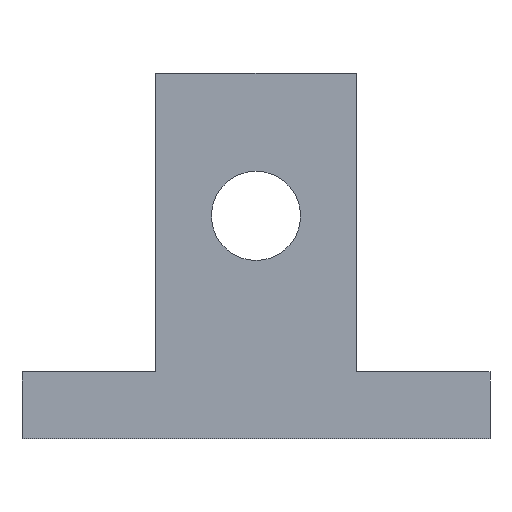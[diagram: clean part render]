
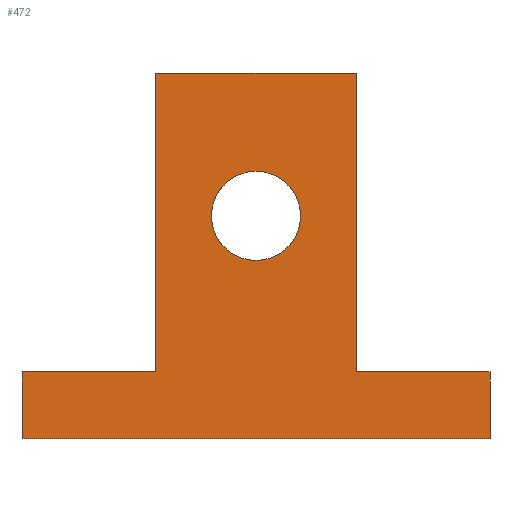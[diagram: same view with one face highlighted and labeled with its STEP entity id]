
A CAD part, front view. The second image highlights one B-rep face of the part: STEP entity #472.
In plain terms, the highlighted planar face has unit normal (0, -1, 0).
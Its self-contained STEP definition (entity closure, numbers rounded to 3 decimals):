
#24 = VERTEX_POINT('',#25);
#25 = CARTESIAN_POINT('',(-21.,-14.,0.));
#32 = PLANE('',#33);
#33 = AXIS2_PLACEMENT_3D('',#34,#35,#36);
#34 = CARTESIAN_POINT('',(-21.,0.,0.));
#35 = DIRECTION('',(0.,0.,1.));
#36 = DIRECTION('',(1.,0.,0.));
#44 = PLANE('',#45);
#45 = AXIS2_PLACEMENT_3D('',#46,#47,#48);
#46 = CARTESIAN_POINT('',(-21.,0.,0.));
#47 = DIRECTION('',(-1.,0.,0.));
#48 = DIRECTION('',(0.,0.,1.));
#56 = EDGE_CURVE('',#24,#57,#59,.T.);
#57 = VERTEX_POINT('',#58);
#58 = CARTESIAN_POINT('',(21.,-14.,0.));
#59 = SURFACE_CURVE('',#60,(#64,#71),.PCURVE_S1.);
#60 = LINE('',#61,#62);
#61 = CARTESIAN_POINT('',(-21.,-14.,0.));
#62 = VECTOR('',#63,1.);
#63 = DIRECTION('',(1.,0.,0.));
#64 = PCURVE('',#32,#65);
#65 = DEFINITIONAL_REPRESENTATION('',(#66),#70);
#66 = LINE('',#67,#68);
#67 = CARTESIAN_POINT('',(0.,-14.));
#68 = VECTOR('',#69,1.);
#69 = DIRECTION('',(1.,0.));
#70 = ( GEOMETRIC_REPRESENTATION_CONTEXT(2) 
PARAMETRIC_REPRESENTATION_CONTEXT() REPRESENTATION_CONTEXT('2D SPACE',''
  ) );
#71 = PCURVE('',#72,#77);
#72 = PLANE('',#73);
#73 = AXIS2_PLACEMENT_3D('',#74,#75,#76);
#74 = CARTESIAN_POINT('',(0.,-14.,12.101));
#75 = DIRECTION('',(0.,-1.,0.));
#76 = DIRECTION('',(0.,0.,-1.));
#77 = DEFINITIONAL_REPRESENTATION('',(#78),#82);
#78 = LINE('',#79,#80);
#79 = CARTESIAN_POINT('',(12.101,-21.));
#80 = VECTOR('',#81,1.);
#81 = DIRECTION('',(0.,1.));
#82 = ( GEOMETRIC_REPRESENTATION_CONTEXT(2) 
PARAMETRIC_REPRESENTATION_CONTEXT() REPRESENTATION_CONTEXT('2D SPACE',''
  ) );
#100 = PLANE('',#101);
#101 = AXIS2_PLACEMENT_3D('',#102,#103,#104);
#102 = CARTESIAN_POINT('',(21.,0.,6.));
#103 = DIRECTION('',(1.,0.,0.));
#104 = DIRECTION('',(0.,0.,-1.));
#210 = EDGE_CURVE('',#24,#211,#213,.T.);
#211 = VERTEX_POINT('',#212);
#212 = CARTESIAN_POINT('',(-21.,-14.,6.));
#213 = SURFACE_CURVE('',#214,(#218,#225),.PCURVE_S1.);
#214 = LINE('',#215,#216);
#215 = CARTESIAN_POINT('',(-21.,-14.,0.));
#216 = VECTOR('',#217,1.);
#217 = DIRECTION('',(0.,0.,1.));
#218 = PCURVE('',#44,#219);
#219 = DEFINITIONAL_REPRESENTATION('',(#220),#224);
#220 = LINE('',#221,#222);
#221 = CARTESIAN_POINT('',(0.,-14.));
#222 = VECTOR('',#223,1.);
#223 = DIRECTION('',(1.,0.));
#224 = ( GEOMETRIC_REPRESENTATION_CONTEXT(2) 
PARAMETRIC_REPRESENTATION_CONTEXT() REPRESENTATION_CONTEXT('2D SPACE',''
  ) );
#225 = PCURVE('',#72,#226);
#226 = DEFINITIONAL_REPRESENTATION('',(#227),#231);
#227 = LINE('',#228,#229);
#228 = CARTESIAN_POINT('',(12.101,-21.));
#229 = VECTOR('',#230,1.);
#230 = DIRECTION('',(-1.,0.));
#231 = ( GEOMETRIC_REPRESENTATION_CONTEXT(2) 
PARAMETRIC_REPRESENTATION_CONTEXT() REPRESENTATION_CONTEXT('2D SPACE',''
  ) );
#249 = PLANE('',#250);
#250 = AXIS2_PLACEMENT_3D('',#251,#252,#253);
#251 = CARTESIAN_POINT('',(-21.,0.,6.));
#252 = DIRECTION('',(0.,0.,1.));
#253 = DIRECTION('',(1.,0.,0.));
#325 = PLANE('',#326);
#326 = AXIS2_PLACEMENT_3D('',#327,#328,#329);
#327 = CARTESIAN_POINT('',(9.,0.,6.));
#328 = DIRECTION('',(0.,0.,1.));
#329 = DIRECTION('',(1.,0.,0.));
#353 = PLANE('',#354);
#354 = AXIS2_PLACEMENT_3D('',#355,#356,#357);
#355 = CARTESIAN_POINT('',(9.,0.,32.8));
#356 = DIRECTION('',(1.,0.,0.));
#357 = DIRECTION('',(0.,0.,-1.));
#381 = PLANE('',#382);
#382 = AXIS2_PLACEMENT_3D('',#383,#384,#385);
#383 = CARTESIAN_POINT('',(-9.,0.,32.8));
#384 = DIRECTION('',(0.,0.,1.));
#385 = DIRECTION('',(1.,0.,0.));
#409 = PLANE('',#410);
#410 = AXIS2_PLACEMENT_3D('',#411,#412,#413);
#411 = CARTESIAN_POINT('',(-9.,0.,6.));
#412 = DIRECTION('',(-1.,0.,0.));
#413 = DIRECTION('',(0.,0.,1.));
#462 = CYLINDRICAL_SURFACE('',#463,4.);
#463 = AXIS2_PLACEMENT_3D('',#464,#465,#466);
#464 = CARTESIAN_POINT('',(0.,0.,20.));
#465 = DIRECTION('',(0.,1.,0.));
#466 = DIRECTION('',(1.,0.,0.));
#472 = ADVANCED_FACE('',(#473,#613),#72,.T.);
#473 = FACE_BOUND('',#474,.T.);
#474 = EDGE_LOOP('',(#475,#476,#499,#522,#545,#568,#591,#612));
#475 = ORIENTED_EDGE('',*,*,#56,.T.);
#476 = ORIENTED_EDGE('',*,*,#477,.F.);
#477 = EDGE_CURVE('',#478,#57,#480,.T.);
#478 = VERTEX_POINT('',#479);
#479 = CARTESIAN_POINT('',(21.,-14.,6.));
#480 = SURFACE_CURVE('',#481,(#485,#492),.PCURVE_S1.);
#481 = LINE('',#482,#483);
#482 = CARTESIAN_POINT('',(21.,-14.,6.));
#483 = VECTOR('',#484,1.);
#484 = DIRECTION('',(0.,0.,-1.));
#485 = PCURVE('',#72,#486);
#486 = DEFINITIONAL_REPRESENTATION('',(#487),#491);
#487 = LINE('',#488,#489);
#488 = CARTESIAN_POINT('',(6.101,21.));
#489 = VECTOR('',#490,1.);
#490 = DIRECTION('',(1.,0.));
#491 = ( GEOMETRIC_REPRESENTATION_CONTEXT(2) 
PARAMETRIC_REPRESENTATION_CONTEXT() REPRESENTATION_CONTEXT('2D SPACE',''
  ) );
#492 = PCURVE('',#100,#493);
#493 = DEFINITIONAL_REPRESENTATION('',(#494),#498);
#494 = LINE('',#495,#496);
#495 = CARTESIAN_POINT('',(0.,-14.));
#496 = VECTOR('',#497,1.);
#497 = DIRECTION('',(1.,0.));
#498 = ( GEOMETRIC_REPRESENTATION_CONTEXT(2) 
PARAMETRIC_REPRESENTATION_CONTEXT() REPRESENTATION_CONTEXT('2D SPACE',''
  ) );
#499 = ORIENTED_EDGE('',*,*,#500,.F.);
#500 = EDGE_CURVE('',#501,#478,#503,.T.);
#501 = VERTEX_POINT('',#502);
#502 = CARTESIAN_POINT('',(9.,-14.,6.));
#503 = SURFACE_CURVE('',#504,(#508,#515),.PCURVE_S1.);
#504 = LINE('',#505,#506);
#505 = CARTESIAN_POINT('',(9.,-14.,6.));
#506 = VECTOR('',#507,1.);
#507 = DIRECTION('',(1.,0.,0.));
#508 = PCURVE('',#72,#509);
#509 = DEFINITIONAL_REPRESENTATION('',(#510),#514);
#510 = LINE('',#511,#512);
#511 = CARTESIAN_POINT('',(6.101,9.));
#512 = VECTOR('',#513,1.);
#513 = DIRECTION('',(0.,1.));
#514 = ( GEOMETRIC_REPRESENTATION_CONTEXT(2) 
PARAMETRIC_REPRESENTATION_CONTEXT() REPRESENTATION_CONTEXT('2D SPACE',''
  ) );
#515 = PCURVE('',#325,#516);
#516 = DEFINITIONAL_REPRESENTATION('',(#517),#521);
#517 = LINE('',#518,#519);
#518 = CARTESIAN_POINT('',(0.,-14.));
#519 = VECTOR('',#520,1.);
#520 = DIRECTION('',(1.,0.));
#521 = ( GEOMETRIC_REPRESENTATION_CONTEXT(2) 
PARAMETRIC_REPRESENTATION_CONTEXT() REPRESENTATION_CONTEXT('2D SPACE',''
  ) );
#522 = ORIENTED_EDGE('',*,*,#523,.F.);
#523 = EDGE_CURVE('',#524,#501,#526,.T.);
#524 = VERTEX_POINT('',#525);
#525 = CARTESIAN_POINT('',(9.,-14.,32.8));
#526 = SURFACE_CURVE('',#527,(#531,#538),.PCURVE_S1.);
#527 = LINE('',#528,#529);
#528 = CARTESIAN_POINT('',(9.,-14.,32.8));
#529 = VECTOR('',#530,1.);
#530 = DIRECTION('',(0.,0.,-1.));
#531 = PCURVE('',#72,#532);
#532 = DEFINITIONAL_REPRESENTATION('',(#533),#537);
#533 = LINE('',#534,#535);
#534 = CARTESIAN_POINT('',(-20.699,9.));
#535 = VECTOR('',#536,1.);
#536 = DIRECTION('',(1.,0.));
#537 = ( GEOMETRIC_REPRESENTATION_CONTEXT(2) 
PARAMETRIC_REPRESENTATION_CONTEXT() REPRESENTATION_CONTEXT('2D SPACE',''
  ) );
#538 = PCURVE('',#353,#539);
#539 = DEFINITIONAL_REPRESENTATION('',(#540),#544);
#540 = LINE('',#541,#542);
#541 = CARTESIAN_POINT('',(0.,-14.));
#542 = VECTOR('',#543,1.);
#543 = DIRECTION('',(1.,0.));
#544 = ( GEOMETRIC_REPRESENTATION_CONTEXT(2) 
PARAMETRIC_REPRESENTATION_CONTEXT() REPRESENTATION_CONTEXT('2D SPACE',''
  ) );
#545 = ORIENTED_EDGE('',*,*,#546,.F.);
#546 = EDGE_CURVE('',#547,#524,#549,.T.);
#547 = VERTEX_POINT('',#548);
#548 = CARTESIAN_POINT('',(-9.,-14.,32.8));
#549 = SURFACE_CURVE('',#550,(#554,#561),.PCURVE_S1.);
#550 = LINE('',#551,#552);
#551 = CARTESIAN_POINT('',(-9.,-14.,32.8));
#552 = VECTOR('',#553,1.);
#553 = DIRECTION('',(1.,0.,0.));
#554 = PCURVE('',#72,#555);
#555 = DEFINITIONAL_REPRESENTATION('',(#556),#560);
#556 = LINE('',#557,#558);
#557 = CARTESIAN_POINT('',(-20.699,-9.));
#558 = VECTOR('',#559,1.);
#559 = DIRECTION('',(0.,1.));
#560 = ( GEOMETRIC_REPRESENTATION_CONTEXT(2) 
PARAMETRIC_REPRESENTATION_CONTEXT() REPRESENTATION_CONTEXT('2D SPACE',''
  ) );
#561 = PCURVE('',#381,#562);
#562 = DEFINITIONAL_REPRESENTATION('',(#563),#567);
#563 = LINE('',#564,#565);
#564 = CARTESIAN_POINT('',(0.,-14.));
#565 = VECTOR('',#566,1.);
#566 = DIRECTION('',(1.,0.));
#567 = ( GEOMETRIC_REPRESENTATION_CONTEXT(2) 
PARAMETRIC_REPRESENTATION_CONTEXT() REPRESENTATION_CONTEXT('2D SPACE',''
  ) );
#568 = ORIENTED_EDGE('',*,*,#569,.F.);
#569 = EDGE_CURVE('',#570,#547,#572,.T.);
#570 = VERTEX_POINT('',#571);
#571 = CARTESIAN_POINT('',(-9.,-14.,6.));
#572 = SURFACE_CURVE('',#573,(#577,#584),.PCURVE_S1.);
#573 = LINE('',#574,#575);
#574 = CARTESIAN_POINT('',(-9.,-14.,6.));
#575 = VECTOR('',#576,1.);
#576 = DIRECTION('',(0.,0.,1.));
#577 = PCURVE('',#72,#578);
#578 = DEFINITIONAL_REPRESENTATION('',(#579),#583);
#579 = LINE('',#580,#581);
#580 = CARTESIAN_POINT('',(6.101,-9.));
#581 = VECTOR('',#582,1.);
#582 = DIRECTION('',(-1.,0.));
#583 = ( GEOMETRIC_REPRESENTATION_CONTEXT(2) 
PARAMETRIC_REPRESENTATION_CONTEXT() REPRESENTATION_CONTEXT('2D SPACE',''
  ) );
#584 = PCURVE('',#409,#585);
#585 = DEFINITIONAL_REPRESENTATION('',(#586),#590);
#586 = LINE('',#587,#588);
#587 = CARTESIAN_POINT('',(0.,-14.));
#588 = VECTOR('',#589,1.);
#589 = DIRECTION('',(1.,0.));
#590 = ( GEOMETRIC_REPRESENTATION_CONTEXT(2) 
PARAMETRIC_REPRESENTATION_CONTEXT() REPRESENTATION_CONTEXT('2D SPACE',''
  ) );
#591 = ORIENTED_EDGE('',*,*,#592,.F.);
#592 = EDGE_CURVE('',#211,#570,#593,.T.);
#593 = SURFACE_CURVE('',#594,(#598,#605),.PCURVE_S1.);
#594 = LINE('',#595,#596);
#595 = CARTESIAN_POINT('',(-21.,-14.,6.));
#596 = VECTOR('',#597,1.);
#597 = DIRECTION('',(1.,0.,0.));
#598 = PCURVE('',#72,#599);
#599 = DEFINITIONAL_REPRESENTATION('',(#600),#604);
#600 = LINE('',#601,#602);
#601 = CARTESIAN_POINT('',(6.101,-21.));
#602 = VECTOR('',#603,1.);
#603 = DIRECTION('',(0.,1.));
#604 = ( GEOMETRIC_REPRESENTATION_CONTEXT(2) 
PARAMETRIC_REPRESENTATION_CONTEXT() REPRESENTATION_CONTEXT('2D SPACE',''
  ) );
#605 = PCURVE('',#249,#606);
#606 = DEFINITIONAL_REPRESENTATION('',(#607),#611);
#607 = LINE('',#608,#609);
#608 = CARTESIAN_POINT('',(0.,-14.));
#609 = VECTOR('',#610,1.);
#610 = DIRECTION('',(1.,0.));
#611 = ( GEOMETRIC_REPRESENTATION_CONTEXT(2) 
PARAMETRIC_REPRESENTATION_CONTEXT() REPRESENTATION_CONTEXT('2D SPACE',''
  ) );
#612 = ORIENTED_EDGE('',*,*,#210,.F.);
#613 = FACE_BOUND('',#614,.T.);
#614 = EDGE_LOOP('',(#615));
#615 = ORIENTED_EDGE('',*,*,#616,.F.);
#616 = EDGE_CURVE('',#617,#617,#619,.T.);
#617 = VERTEX_POINT('',#618);
#618 = CARTESIAN_POINT('',(4.,-14.,20.));
#619 = SURFACE_CURVE('',#620,(#625,#632),.PCURVE_S1.);
#620 = CIRCLE('',#621,4.);
#621 = AXIS2_PLACEMENT_3D('',#622,#623,#624);
#622 = CARTESIAN_POINT('',(0.,-14.,20.));
#623 = DIRECTION('',(0.,-1.,0.));
#624 = DIRECTION('',(1.,0.,0.));
#625 = PCURVE('',#72,#626);
#626 = DEFINITIONAL_REPRESENTATION('',(#627),#631);
#627 = CIRCLE('',#628,4.);
#628 = AXIS2_PLACEMENT_2D('',#629,#630);
#629 = CARTESIAN_POINT('',(-7.899,0.));
#630 = DIRECTION('',(0.,1.));
#631 = ( GEOMETRIC_REPRESENTATION_CONTEXT(2) 
PARAMETRIC_REPRESENTATION_CONTEXT() REPRESENTATION_CONTEXT('2D SPACE',''
  ) );
#632 = PCURVE('',#462,#633);
#633 = DEFINITIONAL_REPRESENTATION('',(#634),#637);
#634 = B_SPLINE_CURVE_WITH_KNOTS('',1,(#635,#636),.UNSPECIFIED.,.F.,.F.,
  (2,2),(0.,6.283),.PIECEWISE_BEZIER_KNOTS.);
#635 = CARTESIAN_POINT('',(0.,-14.));
#636 = CARTESIAN_POINT('',(-6.283,-14.));
#637 = ( GEOMETRIC_REPRESENTATION_CONTEXT(2) 
PARAMETRIC_REPRESENTATION_CONTEXT() REPRESENTATION_CONTEXT('2D SPACE',''
  ) );
